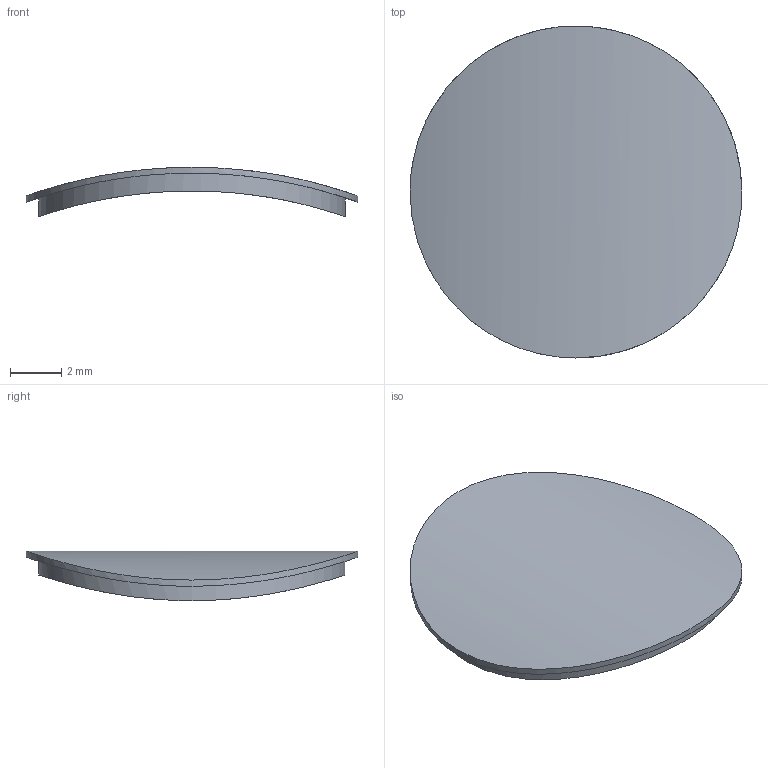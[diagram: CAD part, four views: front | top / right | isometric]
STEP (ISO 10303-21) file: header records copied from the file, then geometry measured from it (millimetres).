
FILE_DESCRIPTION(/* description */ (''),/* implementation_level */ '2;1');
FILE_NAME(/* name */ '22102_KriTec_Abdeckkappe_D30_R_grau_aehnlich_RAL_7042.stp',/* time_stamp */ '2020-11-04T09:33:18+01:00',/* author */ ('jendrek'),/* organization */ (''),/* preprocessor_version */ 'ST-DEVELOPER v17',/* originating_system */ 'Autodesk Inventor 2018',/* authorisation */ '');
FILE_SCHEMA (('AUTOMOTIVE_DESIGN { 1 0 10303 214 3 1 1 }'));
Length unit declared in the file: millimetre
Products named in the file (1): 22102
Bounding box: 13 x 13 x 1.94 mm (x, y, z)
Volume: 111.2 mm3; surface area: 306.3 mm2
Topology: 1 solids, 1 shells, 5 faces, 9 edges, 7 vertices
Faces by surface type: cylinder 5
Full cylindrical faces by diameter (mm): 12 x1, 13 x1
Entity records: 287 total; most frequent: CARTESIAN_POINT 157, ORIENTED_EDGE 18, DIRECTION 14, EDGE_CURVE 9, B_SPLINE_CURVE_WITH_KNOTS 7, VERTEX_POINT 7, EDGE_LOOP 6, AXIS2_PLACEMENT_3D 6
